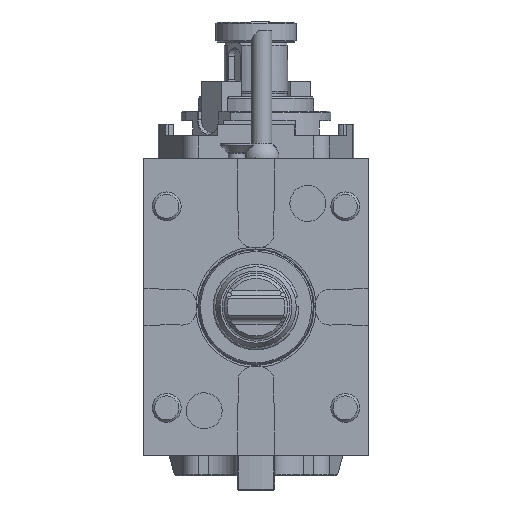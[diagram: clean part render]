
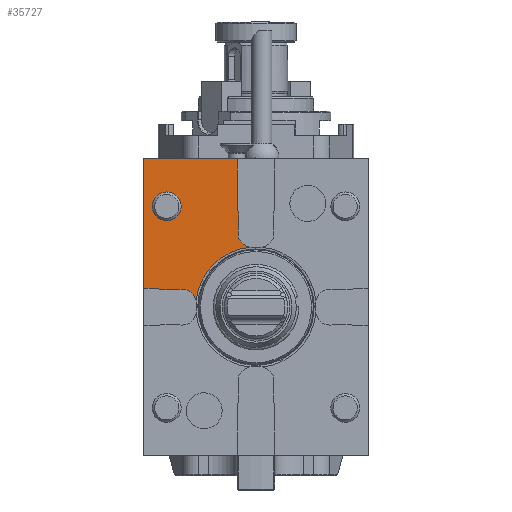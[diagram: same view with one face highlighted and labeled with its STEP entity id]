
A CAD part, front view. The second image highlights one B-rep face of the part: STEP entity #35727.
In plain terms, the highlighted planar face has unit normal (0, -1, 0).
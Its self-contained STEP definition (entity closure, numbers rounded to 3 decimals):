
#436 = CARTESIAN_POINT ( 'NONE',  ( -1.25, -85., 25.7 ) ) ;
#575 = EDGE_CURVE ( 'NONE', #25697, #21563, #40466, .T. ) ;
#593 = CARTESIAN_POINT ( 'NONE',  ( -2.139, -85., 20.78 ) ) ;
#1654 = VECTOR ( 'NONE', #26096, 1000. ) ;
#1721 = CARTESIAN_POINT ( 'NONE',  ( -6., -85., 32.7 ) ) ;
#1971 = DIRECTION ( 'NONE',  ( 0., -1., 0. ) ) ;
#3097 = VERTEX_POINT ( 'NONE', #42733 ) ;
#3775 = FACE_BOUND ( 'NONE', #15695, .T. ) ;
#4553 = VECTOR ( 'NONE', #11516, 1000. ) ;
#4719 = AXIS2_PLACEMENT_3D ( 'NONE', #18623, #42567, #28983 ) ;
#5364 = VECTOR ( 'NONE', #15797, 1000. ) ;
#6943 = CARTESIAN_POINT ( 'NONE',  ( -1.5, -85., 34.879 ) ) ;
#6973 = LINE ( 'NONE', #14103, #29828 ) ;
#7628 = ORIENTED_EDGE ( 'NONE', *, *, #22409, .F. ) ;
#7908 = EDGE_CURVE ( 'NONE', #9096, #41095, #28758, .T. ) ;
#7990 = EDGE_CURVE ( 'NONE', #8060, #3097, #33103, .T. ) ;
#8060 = VERTEX_POINT ( 'NONE', #43959 ) ;
#8918 = ORIENTED_EDGE ( 'NONE', *, *, #575, .T. ) ;
#9096 = VERTEX_POINT ( 'NONE', #32582 ) ;
#9407 = ORIENTED_EDGE ( 'NONE', *, *, #37471, .F. ) ;
#10349 = CIRCLE ( 'NONE', #38426, 5. ) ;
#10611 = VERTEX_POINT ( 'NONE', #12152 ) ;
#10938 = LINE ( 'NONE', #11955, #1654 ) ;
#11285 = DIRECTION ( 'NONE',  ( 0., -1., 0. ) ) ;
#11516 = DIRECTION ( 'NONE',  ( 0., 0., -1. ) ) ;
#11955 = CARTESIAN_POINT ( 'NONE',  ( -6.5, -85., 51.5 ) ) ;
#12152 = CARTESIAN_POINT ( 'NONE',  ( -31., -85., 30. ) ) ;
#14103 = CARTESIAN_POINT ( 'NONE',  ( -39., -85., 51.5 ) ) ;
#14394 = ORIENTED_EDGE ( 'NONE', *, *, #21207, .F. ) ;
#15695 = EDGE_LOOP ( 'NONE', ( #42193 ) ) ;
#15797 = DIRECTION ( 'NONE',  ( -1., 0., 0. ) ) ;
#16068 = EDGE_CURVE ( 'NONE', #19310, #31631, #10938, .T. ) ;
#16203 = DIRECTION ( 'NONE',  ( 0., -1., 0. ) ) ;
#16292 = AXIS2_PLACEMENT_3D ( 'NONE', #26100, #16203, #33376 ) ;
#16362 = CARTESIAN_POINT ( 'NONE',  ( -6., -85., 27.261 ) ) ;
#16863 = CARTESIAN_POINT ( 'NONE',  ( -39., -85., 51.5 ) ) ;
#17641 = EDGE_CURVE ( 'NONE', #35787, #41095, #10349, .T. ) ;
#18204 = CARTESIAN_POINT ( 'NONE',  ( -39., -85., 0. ) ) ;
#18623 = CARTESIAN_POINT ( 'NONE',  ( -25.7, -85., 1.25 ) ) ;
#18945 = EDGE_LOOP ( 'NONE', ( #30413, #29821, #7628, #41476, #26716, #41189, #8918, #14394, #33919, #25508, #9407 ) ) ;
#19253 = AXIS2_PLACEMENT_3D ( 'NONE', #26445, #19416, #29796 ) ;
#19310 = VERTEX_POINT ( 'NONE', #43089 ) ;
#19416 = DIRECTION ( 'NONE',  ( 0., 1., 0. ) ) ;
#19440 = EDGE_CURVE ( 'NONE', #3097, #29800, #23147, .T. ) ;
#20533 = LINE ( 'NONE', #31299, #38459 ) ;
#20650 = FACE_OUTER_BOUND ( 'NONE', #18945, .T. ) ;
#21126 = EDGE_CURVE ( 'NONE', #31631, #34443, #23253, .T. ) ;
#21207 = EDGE_CURVE ( 'NONE', #29800, #21563, #20533, .T. ) ;
#21563 = VERTEX_POINT ( 'NONE', #22811 ) ;
#22409 = EDGE_CURVE ( 'NONE', #34443, #35787, #39947, .T. ) ;
#22811 = CARTESIAN_POINT ( 'NONE',  ( -39., -85., 6.5 ) ) ;
#23147 = CIRCLE ( 'NONE', #36498, 5. ) ;
#23253 = CIRCLE ( 'NONE', #24368, 5. ) ;
#23601 = CIRCLE ( 'NONE', #4719, 5. ) ;
#23798 = DIRECTION ( 'NONE',  ( 0., 0., -1. ) ) ;
#24143 = DIRECTION ( 'NONE',  ( 0., -1., 0. ) ) ;
#24368 = AXIS2_PLACEMENT_3D ( 'NONE', #6943, #24143, #27910 ) ;
#25508 = ORIENTED_EDGE ( 'NONE', *, *, #7990, .F. ) ;
#25697 = VERTEX_POINT ( 'NONE', #16863 ) ;
#26096 = DIRECTION ( 'NONE',  ( 0., 0., -1. ) ) ;
#26100 = CARTESIAN_POINT ( 'NONE',  ( 0., -85., -90. ) ) ;
#26445 = CARTESIAN_POINT ( 'NONE',  ( 0., -85., 0. ) ) ;
#26716 = ORIENTED_EDGE ( 'NONE', *, *, #16068, .F. ) ;
#27852 = CARTESIAN_POINT ( 'NONE',  ( -31., -85., 35. ) ) ;
#27910 = DIRECTION ( 'NONE',  ( 0., 0., -1. ) ) ;
#27951 = VECTOR ( 'NONE', #23798, 1000. ) ;
#28758 = CIRCLE ( 'NONE', #19253, 20.89 ) ;
#28983 = DIRECTION ( 'NONE',  ( 0., 0., -1. ) ) ;
#29796 = DIRECTION ( 'NONE',  ( 0., 0., 1. ) ) ;
#29800 = VERTEX_POINT ( 'NONE', #33900 ) ;
#29821 = ORIENTED_EDGE ( 'NONE', *, *, #17641, .F. ) ;
#29828 = VECTOR ( 'NONE', #34312, 1000. ) ;
#30332 = EDGE_CURVE ( 'NONE', #10611, #10611, #38521, .T. ) ;
#30413 = ORIENTED_EDGE ( 'NONE', *, *, #7908, .T. ) ;
#31299 = CARTESIAN_POINT ( 'NONE',  ( -34.879, -85., 6.5 ) ) ;
#31631 = VERTEX_POINT ( 'NONE', #38686 ) ;
#32582 = CARTESIAN_POINT ( 'NONE',  ( -20.78, -85., 2.139 ) ) ;
#33103 = LINE ( 'NONE', #43508, #5364 ) ;
#33376 = DIRECTION ( 'NONE',  ( 0., 0., -1. ) ) ;
#33900 = CARTESIAN_POINT ( 'NONE',  ( -34.879, -85., 6.5 ) ) ;
#33919 = ORIENTED_EDGE ( 'NONE', *, *, #19440, .F. ) ;
#34312 = DIRECTION ( 'NONE',  ( 1., 0., 0. ) ) ;
#34443 = VERTEX_POINT ( 'NONE', #39666 ) ;
#34728 = DIRECTION ( 'NONE',  ( -1., 0., 0. ) ) ;
#34817 = DIRECTION ( 'NONE',  ( 0., -1., 0. ) ) ;
#35281 = DIRECTION ( 'NONE',  ( 0., 0., -1. ) ) ;
#35727 = ADVANCED_FACE ( 'NONE', ( #3775, #20650 ), #43472, .T. ) ;
#35787 = VERTEX_POINT ( 'NONE', #16362 ) ;
#36465 = CARTESIAN_POINT ( 'NONE',  ( -34.879, -85., 1.5 ) ) ;
#36498 = AXIS2_PLACEMENT_3D ( 'NONE', #36465, #1971, #43673 ) ;
#37471 = EDGE_CURVE ( 'NONE', #9096, #8060, #23601, .T. ) ;
#38174 = DIRECTION ( 'NONE',  ( 0., 0., -1. ) ) ;
#38426 = AXIS2_PLACEMENT_3D ( 'NONE', #436, #11285, #35281 ) ;
#38459 = VECTOR ( 'NONE', #34728, 1000. ) ;
#38521 = CIRCLE ( 'NONE', #43868, 5. ) ;
#38686 = CARTESIAN_POINT ( 'NONE',  ( -6.5, -85., 34.879 ) ) ;
#39666 = CARTESIAN_POINT ( 'NONE',  ( -6., -85., 32.7 ) ) ;
#39947 = LINE ( 'NONE', #1721, #27951 ) ;
#40466 = LINE ( 'NONE', #18204, #4553 ) ;
#41095 = VERTEX_POINT ( 'NONE', #593 ) ;
#41189 = ORIENTED_EDGE ( 'NONE', *, *, #45082, .F. ) ;
#41476 = ORIENTED_EDGE ( 'NONE', *, *, #21126, .F. ) ;
#42193 = ORIENTED_EDGE ( 'NONE', *, *, #30332, .F. ) ;
#42567 = DIRECTION ( 'NONE',  ( 0., -1., 0. ) ) ;
#42733 = CARTESIAN_POINT ( 'NONE',  ( -32.7, -85., 6. ) ) ;
#43089 = CARTESIAN_POINT ( 'NONE',  ( -6.5, -85., 51.5 ) ) ;
#43472 = PLANE ( 'NONE',  #16292 ) ;
#43508 = CARTESIAN_POINT ( 'NONE',  ( -27.261, -85., 6. ) ) ;
#43673 = DIRECTION ( 'NONE',  ( 0., 0., 1. ) ) ;
#43868 = AXIS2_PLACEMENT_3D ( 'NONE', #27852, #34817, #38174 ) ;
#43959 = CARTESIAN_POINT ( 'NONE',  ( -27.261, -85., 6. ) ) ;
#45082 = EDGE_CURVE ( 'NONE', #25697, #19310, #6973, .T. ) ;
